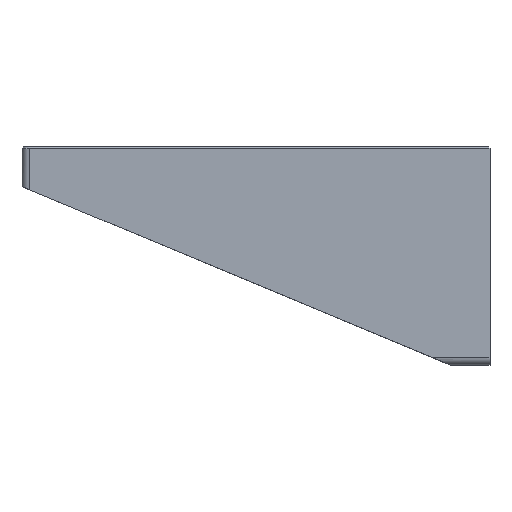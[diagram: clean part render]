
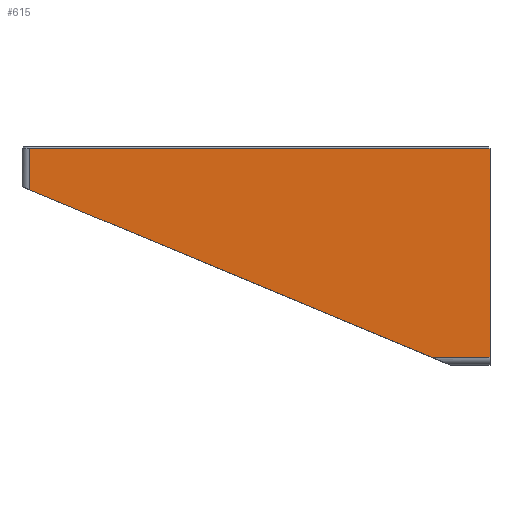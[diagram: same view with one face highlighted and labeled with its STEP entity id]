
A CAD part, left-side view. The second image highlights one B-rep face of the part: STEP entity #615.
In plain terms, the highlighted planar face has unit normal (-1, 0, 0).
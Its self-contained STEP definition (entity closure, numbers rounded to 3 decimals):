
#214 = VECTOR ( 'NONE', #3331, 1000. ) ;
#278 = VECTOR ( 'NONE', #2666, 1000. ) ;
#303 = EDGE_LOOP ( 'NONE', ( #4165, #415, #761, #1035, #5283 ) ) ;
#411 = CARTESIAN_POINT ( 'NONE',  ( -8.5, 59., 10.3 ) ) ;
#415 = ORIENTED_EDGE ( 'NONE', *, *, #2645, .T. ) ;
#615 = ADVANCED_FACE ( 'NONE', ( #1586 ), #3367, .F. ) ;
#683 = CARTESIAN_POINT ( 'NONE',  ( -8.5, 0., -16. ) ) ;
#720 = CARTESIAN_POINT ( 'NONE',  ( -8.5, 59., 10.5 ) ) ;
#761 = ORIENTED_EDGE ( 'NONE', *, *, #2348, .T. ) ;
#873 = CARTESIAN_POINT ( 'NONE',  ( -8.5, 0., 10.3 ) ) ;
#1035 = ORIENTED_EDGE ( 'NONE', *, *, #5104, .T. ) ;
#1107 = EDGE_CURVE ( 'NONE', #4122, #3391, #1200, .T. ) ;
#1194 = DIRECTION ( 'NONE',  ( 0., -1., 0. ) ) ;
#1200 = LINE ( 'NONE', #1724, #1857 ) ;
#1490 = VERTEX_POINT ( 'NONE', #2803 ) ;
#1539 = EDGE_CURVE ( 'NONE', #1972, #4122, #5736, .T. ) ;
#1552 = CARTESIAN_POINT ( 'NONE',  ( -8.5, 5., -17. ) ) ;
#1586 = FACE_OUTER_BOUND ( 'NONE', #303, .T. ) ;
#1724 = CARTESIAN_POINT ( 'NONE',  ( -8.5, 0., 10.5 ) ) ;
#1764 = VECTOR ( 'NONE', #2192, 1000. ) ;
#1857 = VECTOR ( 'NONE', #5714, 1000. ) ;
#1972 = VERTEX_POINT ( 'NONE', #4398 ) ;
#2192 = DIRECTION ( 'NONE',  ( 0., 1., 0. ) ) ;
#2348 = EDGE_CURVE ( 'NONE', #1490, #2583, #4827, .T. ) ;
#2490 = DIRECTION ( 'NONE',  ( 1., 0., 0. ) ) ;
#2583 = VERTEX_POINT ( 'NONE', #3568 ) ;
#2600 = LINE ( 'NONE', #411, #1764 ) ;
#2645 = EDGE_CURVE ( 'NONE', #3391, #1490, #2600, .T. ) ;
#2666 = DIRECTION ( 'NONE',  ( 0., 0., -1. ) ) ;
#2803 = CARTESIAN_POINT ( 'NONE',  ( -8.5, 58., 10.3 ) ) ;
#3110 = CARTESIAN_POINT ( 'NONE',  ( -8.5, 58., 5.5 ) ) ;
#3331 = DIRECTION ( 'NONE',  ( 0., -0.923, -0.385 ) ) ;
#3367 = PLANE ( 'NONE',  #4178 ) ;
#3391 = VERTEX_POINT ( 'NONE', #873 ) ;
#3568 = CARTESIAN_POINT ( 'NONE',  ( -8.5, 58., 5.083 ) ) ;
#3730 = VECTOR ( 'NONE', #1194, 1000. ) ;
#3964 = CARTESIAN_POINT ( 'NONE',  ( -8.5, 59., -16. ) ) ;
#4122 = VERTEX_POINT ( 'NONE', #683 ) ;
#4165 = ORIENTED_EDGE ( 'NONE', *, *, #1107, .T. ) ;
#4178 = AXIS2_PLACEMENT_3D ( 'NONE', #720, #2490, #4265 ) ;
#4265 = DIRECTION ( 'NONE',  ( 0., 0., -1. ) ) ;
#4398 = CARTESIAN_POINT ( 'NONE',  ( -8.5, 7.4, -16. ) ) ;
#4827 = LINE ( 'NONE', #3110, #278 ) ;
#5104 = EDGE_CURVE ( 'NONE', #2583, #1972, #5549, .T. ) ;
#5283 = ORIENTED_EDGE ( 'NONE', *, *, #1539, .T. ) ;
#5549 = LINE ( 'NONE', #1552, #214 ) ;
#5714 = DIRECTION ( 'NONE',  ( 0., 0., 1. ) ) ;
#5736 = LINE ( 'NONE', #3964, #3730 ) ;
